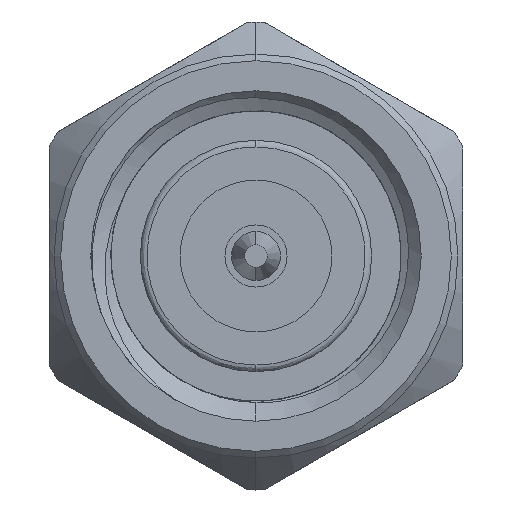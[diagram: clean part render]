
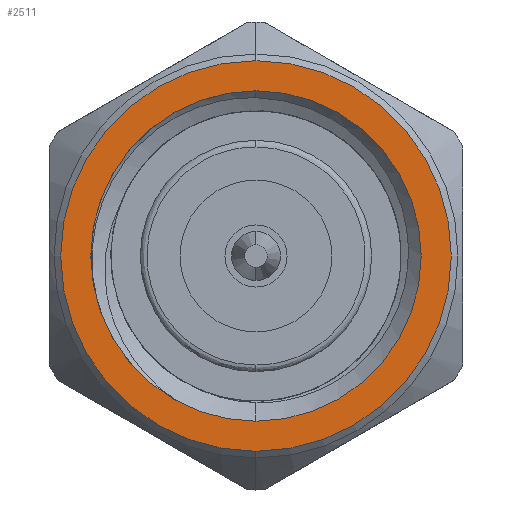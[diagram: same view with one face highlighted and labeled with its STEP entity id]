
A CAD part, left-side view. The second image highlights one B-rep face of the part: STEP entity #2511.
In plain terms, the highlighted planar face has unit normal (-1, 0, 0).
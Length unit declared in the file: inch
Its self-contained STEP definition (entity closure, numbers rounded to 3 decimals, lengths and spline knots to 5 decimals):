
#110 = VERTEX_POINT ( 'NONE', #6829 ) ;
#337 = CIRCLE ( 'NONE', #3089, 0.14779 ) ;
#452 = VERTEX_POINT ( 'NONE', #5454 ) ;
#534 = DIRECTION ( 'NONE',  ( 0., 0., -1. ) ) ;
#631 = DIRECTION ( 'NONE',  ( 1., 0., 0. ) ) ;
#730 = AXIS2_PLACEMENT_3D ( 'NONE', #5082, #1779, #1242 ) ;
#1074 = DIRECTION ( 'NONE',  ( 1., 0., 0. ) ) ;
#1076 = EDGE_CURVE ( 'NONE', #5991, #452, #7042, .T. ) ;
#1242 = DIRECTION ( 'NONE',  ( 0., 0., 1. ) ) ;
#1514 = EDGE_CURVE ( 'NONE', #110, #3133, #2002, .T. ) ;
#1561 = AXIS2_PLACEMENT_3D ( 'NONE', #4653, #3117, #1754 ) ;
#1576 = CARTESIAN_POINT ( 'NONE',  ( 0., 0., 0. ) ) ;
#1754 = DIRECTION ( 'NONE',  ( 0., 1., 0. ) ) ;
#1779 = DIRECTION ( 'NONE',  ( 1., 0., 0. ) ) ;
#1845 = ORIENTED_EDGE ( 'NONE', *, *, #1514, .F. ) ;
#1962 = FACE_OUTER_BOUND ( 'NONE', #3330, .T. ) ;
#2002 = CIRCLE ( 'NONE', #6012, 0.14779 ) ;
#2021 = DIRECTION ( 'NONE',  ( 0., 0., -1. ) ) ;
#2511 = ADVANCED_FACE ( 'NONE', ( #4766, #1962 ), #4613, .F. ) ;
#2612 = ORIENTED_EDGE ( 'NONE', *, *, #6940, .T. ) ;
#2861 = CIRCLE ( 'NONE', #3546, 0.125 ) ;
#3089 = AXIS2_PLACEMENT_3D ( 'NONE', #1576, #1074, #534 ) ;
#3117 = DIRECTION ( 'NONE',  ( 1., 0., 0. ) ) ;
#3133 = VERTEX_POINT ( 'NONE', #5595 ) ;
#3189 = EDGE_LOOP ( 'NONE', ( #2612, #5394 ) ) ;
#3330 = EDGE_LOOP ( 'NONE', ( #1845, #5770 ) ) ;
#3546 = AXIS2_PLACEMENT_3D ( 'NONE', #5540, #631, #3871 ) ;
#3871 = DIRECTION ( 'NONE',  ( 0., 0., 1. ) ) ;
#4171 = DIRECTION ( 'NONE',  ( 1., 0., 0. ) ) ;
#4613 = PLANE ( 'NONE',  #1561 ) ;
#4653 = CARTESIAN_POINT ( 'NONE',  ( 0., 0., 0. ) ) ;
#4766 = FACE_BOUND ( 'NONE', #3189, .T. ) ;
#5074 = CARTESIAN_POINT ( 'NONE',  ( 0., 0., 0. ) ) ;
#5082 = CARTESIAN_POINT ( 'NONE',  ( 0., 0., 0. ) ) ;
#5394 = ORIENTED_EDGE ( 'NONE', *, *, #1076, .T. ) ;
#5454 = CARTESIAN_POINT ( 'NONE',  ( 0., 0., 0.125 ) ) ;
#5540 = CARTESIAN_POINT ( 'NONE',  ( 0., 0., 0. ) ) ;
#5595 = CARTESIAN_POINT ( 'NONE',  ( 0., 0., 0.14779 ) ) ;
#5770 = ORIENTED_EDGE ( 'NONE', *, *, #6795, .F. ) ;
#5991 = VERTEX_POINT ( 'NONE', #6181 ) ;
#6012 = AXIS2_PLACEMENT_3D ( 'NONE', #5074, #4171, #2021 ) ;
#6181 = CARTESIAN_POINT ( 'NONE',  ( 0., 0., -0.125 ) ) ;
#6795 = EDGE_CURVE ( 'NONE', #3133, #110, #337, .T. ) ;
#6829 = CARTESIAN_POINT ( 'NONE',  ( 0., 0., -0.14779 ) ) ;
#6940 = EDGE_CURVE ( 'NONE', #452, #5991, #2861, .T. ) ;
#7042 = CIRCLE ( 'NONE', #730, 0.125 ) ;
